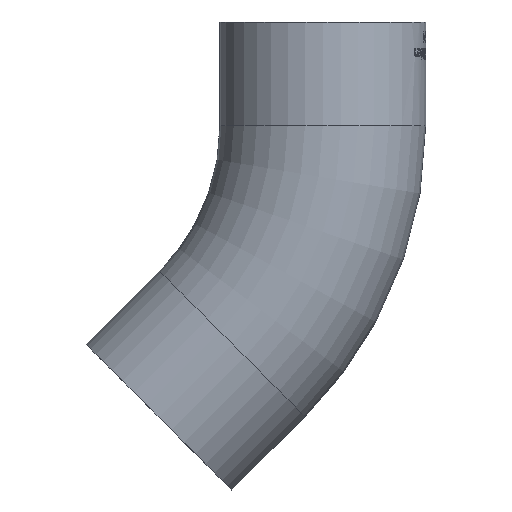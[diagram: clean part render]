
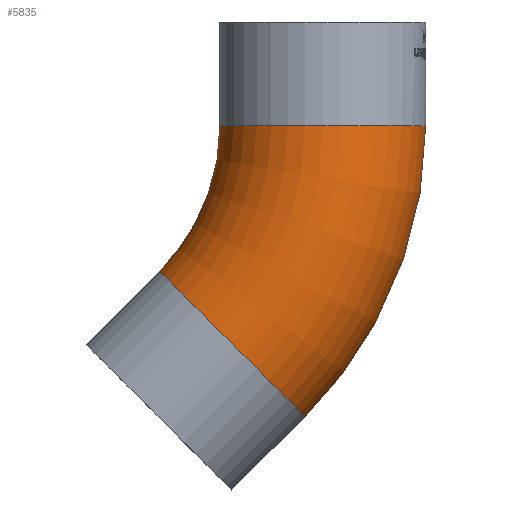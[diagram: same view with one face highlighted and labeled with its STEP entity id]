
A CAD part, front view. The second image highlights one B-rep face of the part: STEP entity #5835.
In plain terms, the highlighted toroidal (fillet/blend) face has major radius 152.4 mm and minor radius 50.8 mm.
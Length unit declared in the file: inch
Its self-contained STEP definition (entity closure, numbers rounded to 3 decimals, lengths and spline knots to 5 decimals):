
#14=TOROIDAL_SURFACE('',#6149,6.,2.);
#81=FACE_BOUND('',#1372,.T.);
#1012=FACE_OUTER_BOUND('',#1371,.T.);
#1371=EDGE_LOOP('',(#5457));
#1372=EDGE_LOOP('',(#5458));
#1489=CIRCLE('',#6128,2.);
#1496=CIRCLE('',#6146,2.);
#2853=VERTEX_POINT('',#12938);
#2860=VERTEX_POINT('',#12963);
#3719=EDGE_CURVE('',#2853,#2853,#1489,.T.);
#3726=EDGE_CURVE('',#2860,#2860,#1496,.T.);
#5457=ORIENTED_EDGE('',*,*,#3726,.T.);
#5458=ORIENTED_EDGE('',*,*,#3719,.T.);
#5835=ADVANCED_FACE('',(#1012,#81),#14,.T.);
#6128=AXIS2_PLACEMENT_3D('',#12939,#7122,#7123);
#6146=AXIS2_PLACEMENT_3D('',#12964,#7158,#7159);
#6149=AXIS2_PLACEMENT_3D('',#12967,#7164,#7165);
#7122=DIRECTION('center_axis',(0.,0.,-1.));
#7123=DIRECTION('ref_axis',(-1.,0.,0.));
#7158=DIRECTION('center_axis',(0.707,0.,0.707));
#7159=DIRECTION('ref_axis',(-0.707,0.,0.707));
#7164=DIRECTION('center_axis',(0.,1.,0.));
#7165=DIRECTION('ref_axis',(0.,0.,1.));
#12938=CARTESIAN_POINT('',(2.,0.,0.));
#12939=CARTESIAN_POINT('Origin',(0.,0.,0.));
#12963=CARTESIAN_POINT('',(-1.75736,-2.,-4.24264));
#12964=CARTESIAN_POINT('Origin',(-1.75736,0.,-4.24264));
#12967=CARTESIAN_POINT('Origin',(-6.,0.,0.));
